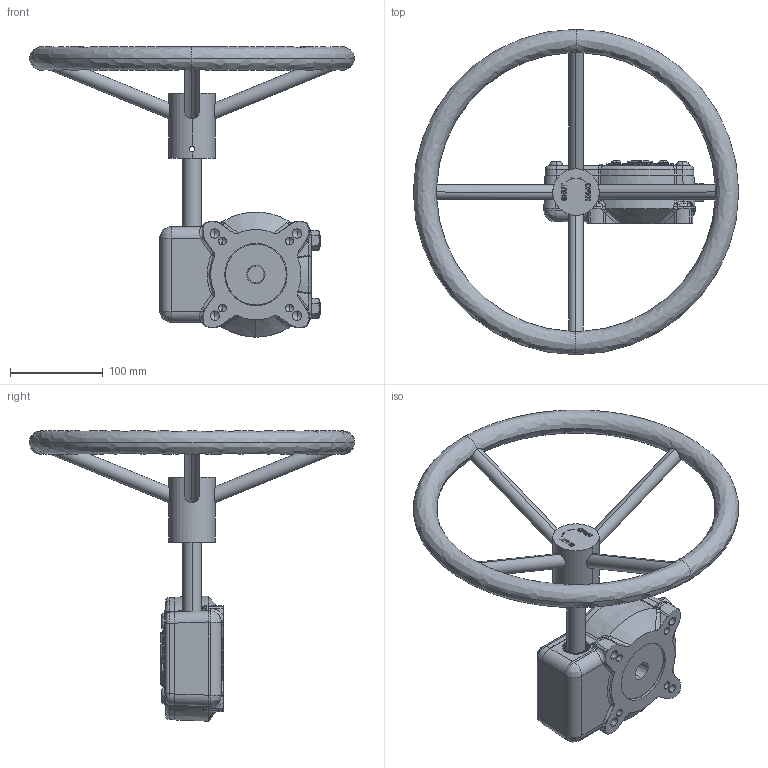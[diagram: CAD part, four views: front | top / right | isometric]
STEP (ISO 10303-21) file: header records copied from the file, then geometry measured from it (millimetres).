
FILE_DESCRIPTION (( 'STEP AP214' ), '1' );
FILE_NAME ('600586.STEP', '2020-05-05T10:39:38', ( '' ), ( '' ), 'SwSTEP 2.0', 'SolidWorks 2019', '' );
FILE_SCHEMA (( 'AUTOMOTIVE_DESIGN' ));
Length unit declared in the file: millimetre
Products named in the file (1): 600586
Bounding box: 350 x 350 x 312.36 mm (x, y, z)
Volume: 1228179.7 mm3; surface area: 345932.4 mm2
Topology: 1 solids, 24 shells, 1317 faces, 3274 edges, 2012 vertices
Faces by surface type: bspline 443, plane 328, cylinder 304, cone 230, torus 12
Entity records: 79398 total; most frequent: CARTESIAN_POINT 51688, ORIENTED_EDGE 6460, DIRECTION 4835, EDGE_CURVE 3230, VERTEX_POINT 2012, AXIS2_PLACEMENT_3D 1903, EDGE_LOOP 1410, FACE_OUTER_BOUND 1317
